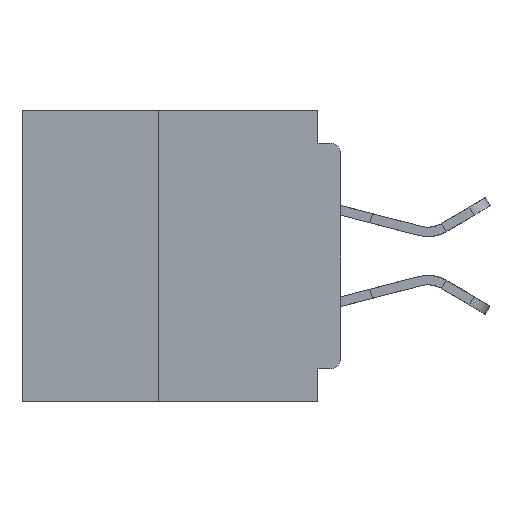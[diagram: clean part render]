
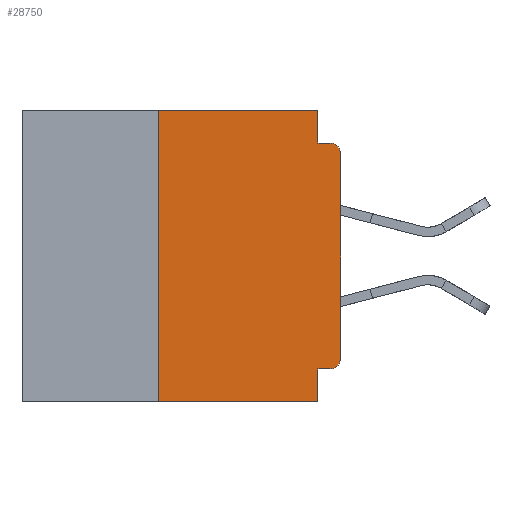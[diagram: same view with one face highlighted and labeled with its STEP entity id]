
A CAD part, left-side view. The second image highlights one B-rep face of the part: STEP entity #28750.
In plain terms, the highlighted planar face has unit normal (-1, 0, 0).
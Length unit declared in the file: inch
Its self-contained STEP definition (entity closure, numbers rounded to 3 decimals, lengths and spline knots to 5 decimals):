
#89 = EDGE_CURVE ( 'NONE', #41985, #38590, #28870, .T. ) ;
#104 = LINE ( 'NONE', #11446, #17456 ) ;
#431 = VECTOR ( 'NONE', #937, 39.37008 ) ;
#639 = EDGE_CURVE ( 'NONE', #1643, #16007, #42827, .T. ) ;
#643 = LINE ( 'NONE', #6312, #42347 ) ;
#937 = DIRECTION ( 'NONE',  ( 0., 0., 1. ) ) ;
#1062 = FACE_OUTER_BOUND ( 'NONE', #4567, .T. ) ;
#1643 = VERTEX_POINT ( 'NONE', #6987 ) ;
#2079 = ORIENTED_EDGE ( 'NONE', *, *, #38031, .T. ) ;
#2214 = DIRECTION ( 'NONE',  ( 1., 0., 0. ) ) ;
#2414 = CARTESIAN_POINT ( 'NONE',  ( 0., 0.031, 0. ) ) ;
#2909 = VECTOR ( 'NONE', #16667, 39.37008 ) ;
#3500 = CARTESIAN_POINT ( 'NONE',  ( 0., 0.031, -0.4 ) ) ;
#4264 = EDGE_CURVE ( 'NONE', #11310, #6369, #39230, .T. ) ;
#4567 = EDGE_LOOP ( 'NONE', ( #40636, #39127, #12265, #24535, #34005, #13221, #2079, #42614, #12996, #12704 ) ) ;
#4811 = AXIS2_PLACEMENT_3D ( 'NONE', #29825, #9001, #33259 ) ;
#5164 = EDGE_CURVE ( 'NONE', #11310, #1643, #7735, .T. ) ;
#5992 = VECTOR ( 'NONE', #6571, 39.37008 ) ;
#6312 = CARTESIAN_POINT ( 'NONE',  ( 0., 0.25, -0.4 ) ) ;
#6369 = VERTEX_POINT ( 'NONE', #31203 ) ;
#6515 = AXIS2_PLACEMENT_3D ( 'NONE', #15959, #2214, #26477 ) ;
#6571 = DIRECTION ( 'NONE',  ( 0., 0., -1. ) ) ;
#6636 = VECTOR ( 'NONE', #31026, 39.37008 ) ;
#6987 = CARTESIAN_POINT ( 'NONE',  ( 0., 0.031, -0.355 ) ) ;
#7735 = LINE ( 'NONE', #31020, #6636 ) ;
#7913 = CARTESIAN_POINT ( 'NONE',  ( 0., 0., 0. ) ) ;
#9001 = DIRECTION ( 'NONE',  ( -1., 0., 0. ) ) ;
#9940 = DIRECTION ( 'NONE',  ( 0., 0., -1. ) ) ;
#10145 = DIRECTION ( 'NONE',  ( -1., 0., 0. ) ) ;
#10533 = CARTESIAN_POINT ( 'NONE',  ( 0., 0.015, -0.34 ) ) ;
#11310 = VERTEX_POINT ( 'NONE', #16069 ) ;
#11446 = CARTESIAN_POINT ( 'NONE',  ( 0., 0.031, 0. ) ) ;
#12265 = ORIENTED_EDGE ( 'NONE', *, *, #15301, .F. ) ;
#12704 = ORIENTED_EDGE ( 'NONE', *, *, #4264, .T. ) ;
#12996 = ORIENTED_EDGE ( 'NONE', *, *, #5164, .F. ) ;
#13221 = ORIENTED_EDGE ( 'NONE', *, *, #30448, .F. ) ;
#13638 = CARTESIAN_POINT ( 'NONE',  ( 0., 0.437, 0. ) ) ;
#14715 = VERTEX_POINT ( 'NONE', #32702 ) ;
#14917 = DIRECTION ( 'NONE',  ( 0., 0., -1. ) ) ;
#15301 = EDGE_CURVE ( 'NONE', #14715, #39364, #18964, .T. ) ;
#15959 = CARTESIAN_POINT ( 'NONE',  ( 0., 0.437, 0. ) ) ;
#16007 = VERTEX_POINT ( 'NONE', #22285 ) ;
#16069 = CARTESIAN_POINT ( 'NONE',  ( 0., 0.015, -0.355 ) ) ;
#16129 = DIRECTION ( 'NONE',  ( 0., -1., 0. ) ) ;
#16667 = DIRECTION ( 'NONE',  ( 0., -1., 0. ) ) ;
#17456 = VECTOR ( 'NONE', #14917, 39.37008 ) ;
#18502 = VERTEX_POINT ( 'NONE', #18591 ) ;
#18591 = CARTESIAN_POINT ( 'NONE',  ( 0., 0., -0.06 ) ) ;
#18964 = LINE ( 'NONE', #25694, #36330 ) ;
#20262 = DIRECTION ( 'NONE',  ( 0., 0., 1. ) ) ;
#22285 = CARTESIAN_POINT ( 'NONE',  ( 0., 0.031, -0.4 ) ) ;
#22430 = LINE ( 'NONE', #40870, #2909 ) ;
#22982 = PLANE ( 'NONE',  #6515 ) ;
#23467 = CARTESIAN_POINT ( 'NONE',  ( 0., 0.25, -0.4 ) ) ;
#23774 = EDGE_CURVE ( 'NONE', #6369, #18502, #37330, .T. ) ;
#24535 = ORIENTED_EDGE ( 'NONE', *, *, #42294, .F. ) ;
#24977 = CARTESIAN_POINT ( 'NONE',  ( 0., 0.015, -0.045 ) ) ;
#25694 = CARTESIAN_POINT ( 'NONE',  ( 0., 0., -0.045 ) ) ;
#26477 = DIRECTION ( 'NONE',  ( 0., 0., -1. ) ) ;
#26557 = AXIS2_PLACEMENT_3D ( 'NONE', #10533, #10145, #9940 ) ;
#26627 = CIRCLE ( 'NONE', #4811, 0.015 ) ;
#26678 = VECTOR ( 'NONE', #16129, 39.37008 ) ;
#26963 = CARTESIAN_POINT ( 'NONE',  ( 0., 0.25, 0. ) ) ;
#28750 = ADVANCED_FACE ( 'NONE', ( #1062 ), #22982, .F. ) ;
#28870 = LINE ( 'NONE', #13638, #26678 ) ;
#29190 = DIRECTION ( 'NONE',  ( 0., -1., 0. ) ) ;
#29825 = CARTESIAN_POINT ( 'NONE',  ( 0., 0.015, -0.06 ) ) ;
#30448 = EDGE_CURVE ( 'NONE', #39099, #41985, #643, .T. ) ;
#31020 = CARTESIAN_POINT ( 'NONE',  ( 0., 0., -0.355 ) ) ;
#31026 = DIRECTION ( 'NONE',  ( 0., 1., 0. ) ) ;
#31203 = CARTESIAN_POINT ( 'NONE',  ( 0., 0., -0.34 ) ) ;
#32702 = CARTESIAN_POINT ( 'NONE',  ( 0., 0.031, -0.045 ) ) ;
#33259 = DIRECTION ( 'NONE',  ( 0., 0., -1. ) ) ;
#34005 = ORIENTED_EDGE ( 'NONE', *, *, #89, .F. ) ;
#36330 = VECTOR ( 'NONE', #29190, 39.37008 ) ;
#37330 = LINE ( 'NONE', #7913, #431 ) ;
#38031 = EDGE_CURVE ( 'NONE', #39099, #16007, #22430, .T. ) ;
#38590 = VERTEX_POINT ( 'NONE', #2414 ) ;
#39099 = VERTEX_POINT ( 'NONE', #23467 ) ;
#39127 = ORIENTED_EDGE ( 'NONE', *, *, #39586, .T. ) ;
#39230 = CIRCLE ( 'NONE', #26557, 0.015 ) ;
#39364 = VERTEX_POINT ( 'NONE', #24977 ) ;
#39586 = EDGE_CURVE ( 'NONE', #18502, #39364, #26627, .T. ) ;
#40636 = ORIENTED_EDGE ( 'NONE', *, *, #23774, .T. ) ;
#40870 = CARTESIAN_POINT ( 'NONE',  ( 0., 0.437, -0.4 ) ) ;
#41985 = VERTEX_POINT ( 'NONE', #26963 ) ;
#42294 = EDGE_CURVE ( 'NONE', #38590, #14715, #104, .T. ) ;
#42347 = VECTOR ( 'NONE', #20262, 39.37008 ) ;
#42614 = ORIENTED_EDGE ( 'NONE', *, *, #639, .F. ) ;
#42827 = LINE ( 'NONE', #3500, #5992 ) ;
